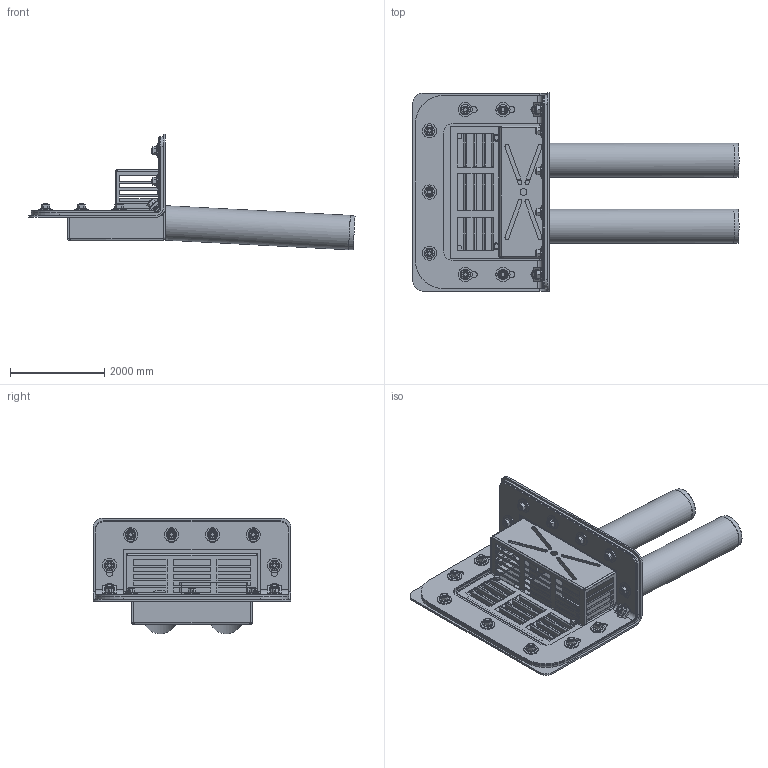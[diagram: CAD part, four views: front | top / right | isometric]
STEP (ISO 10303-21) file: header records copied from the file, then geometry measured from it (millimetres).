
FILE_DESCRIPTION(/* description */ (''),/* implementation_level */ '2;1');
FILE_NAME(/* name */ '01327.070X_3D.stp',/* time_stamp */ '2024-12-11T13:23:58+01:00',/* author */ ('CAD'),/* organization */ (''),/* preprocessor_version */ 'ST-DEVELOPER v20',/* originating_system */ 'AutoCAD Mechanical',/* authorisation */ '');
FILE_SCHEMA (('AUTOMOTIVE_DESIGN { 1 0 10303 214 3 1 1 }'));
Length unit declared in the file: centimetre
Products named in the file (2): Product; *S0
Assembly tree (1 placements, depth 2):
  Product
    *S0
Bounding box: 6918.64 x 4200 x 2450.41 mm (x, y, z)
Volume: 2086040538.6 mm3; surface area: 163810370.5 mm2
Topology: 58 solids, 58 shells, 1613 faces, 3854 edges, 2329 vertices
Faces by surface type: plane 762, cone 556, cylinder 264, torus 19, bspline 12
Full cylindrical faces by diameter (mm): 50 x2, 60 x2, 83.76 x15, 90 x2, 100 x4, 105 x13, 120 x2, 140 x1, 300 x13, 705 x2, 730 x2
Entity records: 48548 total; most frequent: CARTESIAN_POINT 10604, DIRECTION 7922, ORIENTED_EDGE 7708, EDGE_CURVE 3854, AXIS2_PLACEMENT_3D 2813, VERTEX_POINT 2329, LINE 2296, VECTOR 2296
